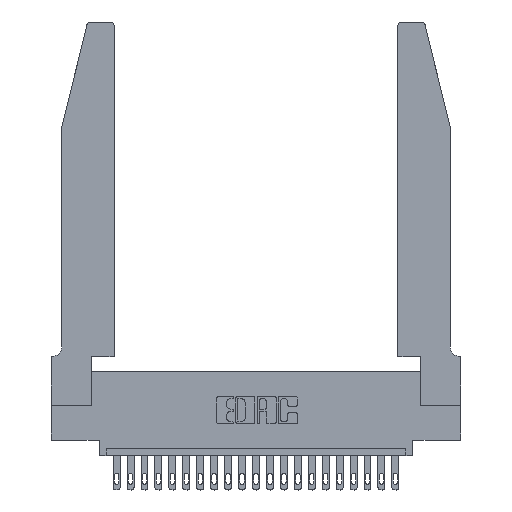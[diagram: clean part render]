
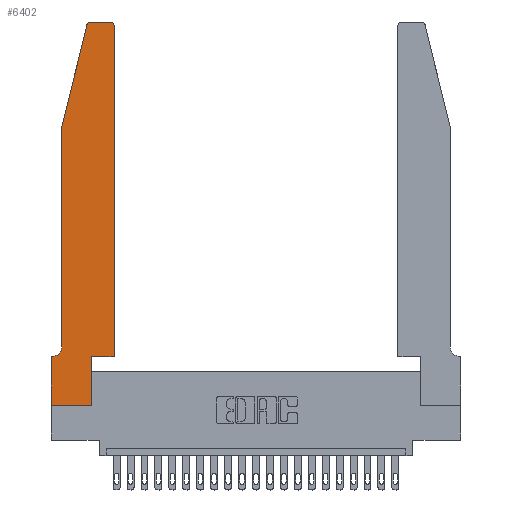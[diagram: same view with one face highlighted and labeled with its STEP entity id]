
A CAD part, top view. The second image highlights one B-rep face of the part: STEP entity #6402.
In plain terms, the highlighted planar face has unit normal (0, 0, 1).
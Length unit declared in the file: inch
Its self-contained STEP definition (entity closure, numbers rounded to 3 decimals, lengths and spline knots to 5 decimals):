
#158 = CARTESIAN_POINT ( 'NONE',  ( 0.284, 2.72, 0.37 ) ) ;
#343 = CARTESIAN_POINT ( 'NONE',  ( 0.4505, 0.35, 0.37 ) ) ;
#467 = AXIS2_PLACEMENT_3D ( 'NONE', #23395, #14224, #8918 ) ;
#596 = EDGE_CURVE ( 'NONE', #13198, #21823, #22587, .T. ) ;
#627 = VERTEX_POINT ( 'NONE', #15603 ) ;
#762 = CARTESIAN_POINT ( 'NONE',  ( 0.25487, 2.72718, 0.37 ) ) ;
#1159 = LINE ( 'NONE', #23089, #4840 ) ;
#1369 = EDGE_CURVE ( 'NONE', #9396, #13198, #1384, .T. ) ;
#1384 = LINE ( 'NONE', #19498, #19485 ) ;
#1635 = EDGE_CURVE ( 'NONE', #9016, #627, #12681, .T. ) ;
#2562 = EDGE_CURVE ( 'NONE', #21823, #9016, #15181, .T. ) ;
#3441 = ORIENTED_EDGE ( 'NONE', *, *, #3965, .T. ) ;
#3556 = CARTESIAN_POINT ( 'NONE',  ( 0.4505, 0.35, 0.37 ) ) ;
#3648 = VECTOR ( 'NONE', #5727, 39.37008 ) ;
#3965 = EDGE_CURVE ( 'NONE', #22876, #20745, #9431, .T. ) ;
#4548 = CARTESIAN_POINT ( 'NONE',  ( 0.2865, 0.35, 0.37 ) ) ;
#4840 = VECTOR ( 'NONE', #19523, 39.37008 ) ;
#4994 = EDGE_CURVE ( 'NONE', #627, #13356, #12395, .T. ) ;
#5285 = DIRECTION ( 'NONE',  ( 0., 0., 1. ) ) ;
#5313 = EDGE_CURVE ( 'NONE', #7300, #8168, #11523, .T. ) ;
#5554 = CARTESIAN_POINT ( 'NONE',  ( 0.4205, 2.75, 0.37 ) ) ;
#5599 = DIRECTION ( 'NONE',  ( -1., 0., 0. ) ) ;
#5646 = DIRECTION ( 'NONE',  ( 0., 0., 1. ) ) ;
#5658 = CARTESIAN_POINT ( 'NONE',  ( 0.2605, 2.75, 0.37 ) ) ;
#5727 = DIRECTION ( 'NONE',  ( -1., 0., 0. ) ) ;
#5821 = VECTOR ( 'NONE', #17863, 39.37008 ) ;
#6216 = VERTEX_POINT ( 'NONE', #19723 ) ;
#6402 = ADVANCED_FACE ( 'NONE', ( #12042 ), #23394, .T. ) ;
#6725 = CARTESIAN_POINT ( 'NONE',  ( 0.0055, 0.42, 0.37 ) ) ;
#6820 = AXIS2_PLACEMENT_3D ( 'NONE', #158, #5646, #14732 ) ;
#6927 = ORIENTED_EDGE ( 'NONE', *, *, #8434, .T. ) ;
#6990 = VECTOR ( 'NONE', #12989, 39.37008 ) ;
#7300 = VERTEX_POINT ( 'NONE', #12288 ) ;
#7408 = DIRECTION ( 'NONE',  ( 0., 1., 0. ) ) ;
#8060 = CARTESIAN_POINT ( 'NONE',  ( 0.2865, 0.35, 0.37 ) ) ;
#8168 = VERTEX_POINT ( 'NONE', #19454 ) ;
#8434 = EDGE_CURVE ( 'NONE', #6216, #7300, #11104, .T. ) ;
#8720 = VECTOR ( 'NONE', #7408, 39.37008 ) ;
#8918 = DIRECTION ( 'NONE',  ( 1., 0., 0. ) ) ;
#9016 = VERTEX_POINT ( 'NONE', #16518 ) ;
#9396 = VERTEX_POINT ( 'NONE', #17698 ) ;
#9413 = EDGE_CURVE ( 'NONE', #20745, #6216, #1159, .T. ) ;
#9431 = LINE ( 'NONE', #19615, #13980 ) ;
#9841 = VECTOR ( 'NONE', #5599, 39.37008 ) ;
#10173 = DIRECTION ( 'NONE',  ( 1., 0., 0. ) ) ;
#11104 = CIRCLE ( 'NONE', #16575, 0.07 ) ;
#11523 = LINE ( 'NONE', #19886, #9841 ) ;
#11909 = ORIENTED_EDGE ( 'NONE', *, *, #4994, .T. ) ;
#11994 = DIRECTION ( 'NONE',  ( 0., 0., -1. ) ) ;
#12028 = DIRECTION ( 'NONE',  ( 0., 1., 0. ) ) ;
#12042 = FACE_OUTER_BOUND ( 'NONE', #12322, .T. ) ;
#12288 = CARTESIAN_POINT ( 'NONE',  ( 0.0055, 0.35, 0.37 ) ) ;
#12322 = EDGE_LOOP ( 'NONE', ( #17430, #17743, #3441, #22830, #6927, #18407, #17481, #16406, #17324, #16196, #22727, #11909 ) ) ;
#12348 = CARTESIAN_POINT ( 'NONE',  ( 0.0755, 2., 0.37 ) ) ;
#12395 = CIRCLE ( 'NONE', #467, 0.03 ) ;
#12595 = CARTESIAN_POINT ( 'NONE',  ( 0.2865, 0., 0.37 ) ) ;
#12681 = LINE ( 'NONE', #343, #8720 ) ;
#12989 = DIRECTION ( 'NONE',  ( 0., -1., 0. ) ) ;
#13198 = VERTEX_POINT ( 'NONE', #12595 ) ;
#13356 = VERTEX_POINT ( 'NONE', #5554 ) ;
#13828 = CIRCLE ( 'NONE', #6820, 0.03 ) ;
#13980 = VECTOR ( 'NONE', #18576, 39.37008 ) ;
#14224 = DIRECTION ( 'NONE',  ( 0., 0., 1. ) ) ;
#14458 = CARTESIAN_POINT ( 'NONE',  ( 0., 0.35, 0.37 ) ) ;
#14732 = DIRECTION ( 'NONE',  ( 1., 0., 0. ) ) ;
#15181 = LINE ( 'NONE', #3556, #5821 ) ;
#15603 = CARTESIAN_POINT ( 'NONE',  ( 0.4505, 2.72, 0.37 ) ) ;
#16193 = DIRECTION ( 'NONE',  ( 1., 0., 0. ) ) ;
#16196 = ORIENTED_EDGE ( 'NONE', *, *, #2562, .T. ) ;
#16406 = ORIENTED_EDGE ( 'NONE', *, *, #1369, .T. ) ;
#16518 = CARTESIAN_POINT ( 'NONE',  ( 0.4505, 0.35, 0.37 ) ) ;
#16575 = AXIS2_PLACEMENT_3D ( 'NONE', #6725, #11994, #19358 ) ;
#17324 = ORIENTED_EDGE ( 'NONE', *, *, #596, .T. ) ;
#17430 = ORIENTED_EDGE ( 'NONE', *, *, #18909, .T. ) ;
#17481 = ORIENTED_EDGE ( 'NONE', *, *, #20866, .T. ) ;
#17698 = CARTESIAN_POINT ( 'NONE',  ( 0., 0., 0.37 ) ) ;
#17743 = ORIENTED_EDGE ( 'NONE', *, *, #19686, .T. ) ;
#17863 = DIRECTION ( 'NONE',  ( 1., 0., 0. ) ) ;
#18055 = LINE ( 'NONE', #5658, #3648 ) ;
#18407 = ORIENTED_EDGE ( 'NONE', *, *, #5313, .T. ) ;
#18576 = DIRECTION ( 'NONE',  ( -0.239, -0.971, 0. ) ) ;
#18837 = VERTEX_POINT ( 'NONE', #23075 ) ;
#18909 = EDGE_CURVE ( 'NONE', #13356, #18837, #18055, .T. ) ;
#19358 = DIRECTION ( 'NONE',  ( -1., 0., 0. ) ) ;
#19454 = CARTESIAN_POINT ( 'NONE',  ( 0., 0.35, 0.37 ) ) ;
#19485 = VECTOR ( 'NONE', #10173, 39.37008 ) ;
#19498 = CARTESIAN_POINT ( 'NONE',  ( 0., 0., 0.37 ) ) ;
#19523 = DIRECTION ( 'NONE',  ( 0., -1., 0. ) ) ;
#19615 = CARTESIAN_POINT ( 'NONE',  ( 0.0755, 2., 0.37 ) ) ;
#19686 = EDGE_CURVE ( 'NONE', #18837, #22876, #13828, .T. ) ;
#19723 = CARTESIAN_POINT ( 'NONE',  ( 0.0755, 0.42, 0.37 ) ) ;
#19886 = CARTESIAN_POINT ( 'NONE',  ( 0.0755, 0.35, 0.37 ) ) ;
#20745 = VERTEX_POINT ( 'NONE', #12348 ) ;
#20866 = EDGE_CURVE ( 'NONE', #8168, #9396, #22242, .T. ) ;
#21259 = AXIS2_PLACEMENT_3D ( 'NONE', #14458, #5285, #16193 ) ;
#21823 = VERTEX_POINT ( 'NONE', #8060 ) ;
#22027 = VECTOR ( 'NONE', #12028, 39.37008 ) ;
#22242 = LINE ( 'NONE', #22317, #6990 ) ;
#22317 = CARTESIAN_POINT ( 'NONE',  ( 0., 0., 0.37 ) ) ;
#22587 = LINE ( 'NONE', #4548, #22027 ) ;
#22727 = ORIENTED_EDGE ( 'NONE', *, *, #1635, .T. ) ;
#22830 = ORIENTED_EDGE ( 'NONE', *, *, #9413, .T. ) ;
#22876 = VERTEX_POINT ( 'NONE', #762 ) ;
#23075 = CARTESIAN_POINT ( 'NONE',  ( 0.284, 2.75, 0.37 ) ) ;
#23089 = CARTESIAN_POINT ( 'NONE',  ( 0.0755, 2., 0.37 ) ) ;
#23394 = PLANE ( 'NONE',  #21259 ) ;
#23395 = CARTESIAN_POINT ( 'NONE',  ( 0.4205, 2.72, 0.37 ) ) ;
